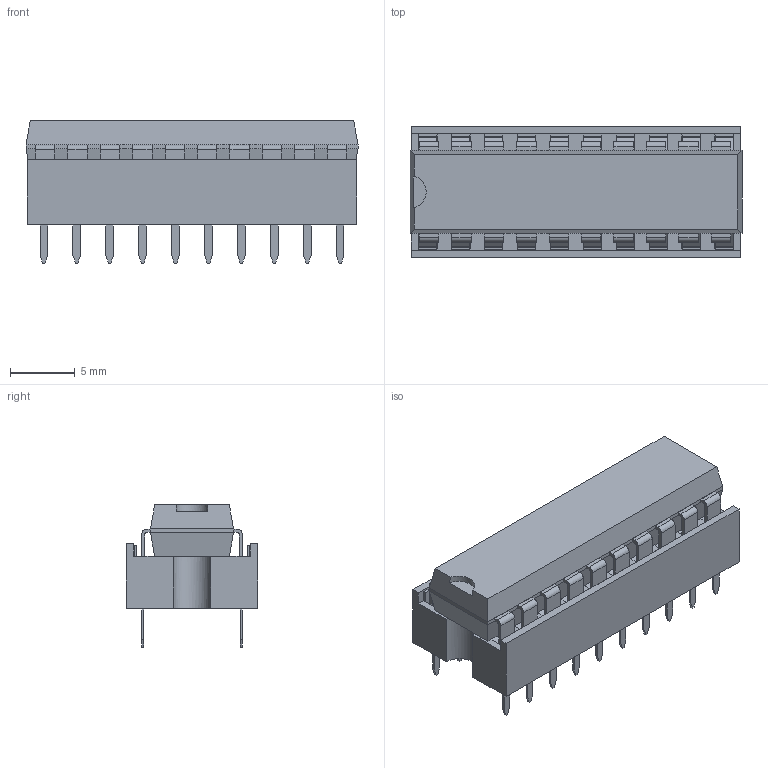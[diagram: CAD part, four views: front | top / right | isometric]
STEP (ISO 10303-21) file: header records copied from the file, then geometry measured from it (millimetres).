
FILE_DESCRIPTION(('FreeCAD Model'),'2;1');
FILE_NAME('Fusion001.step','2017-06-03T11:24:31',( 'kicad StepUp'),('ksu MCAD'),'Open CASCADE STEP processor 6.8', 'FreeCAD','Unknown');
FILE_SCHEMA(('AUTOMOTIVE_DESIGN_CC2 { 1 2 10303 214 -1 1 5 4 }'));
Length unit declared in the file: millimetre
Products named in the file (2): ASSEMBLY; Fusion001
Assembly tree (1 placements, depth 2):
  ASSEMBLY
    Fusion001
Bounding box: 25.6 x 10.16 x 10.99 mm (x, y, z)
Volume: 1278.4 mm3; surface area: 3170.9 mm2
Topology: 1 solids, 1 shells, 1516 faces, 4596 edges, 3016 vertices
Faces by surface type: plane 1274, cylinder 242
Entity records: 61757 total; most frequent: ORIENTED_EDGE 9192, CARTESIAN_POINT 9136, DIRECTION 8198, EDGE_CURVE 4596, LINE 4026, VECTOR 4026, VERTEX_POINT 3016, AXIS2_PLACEMENT_3D 2086
